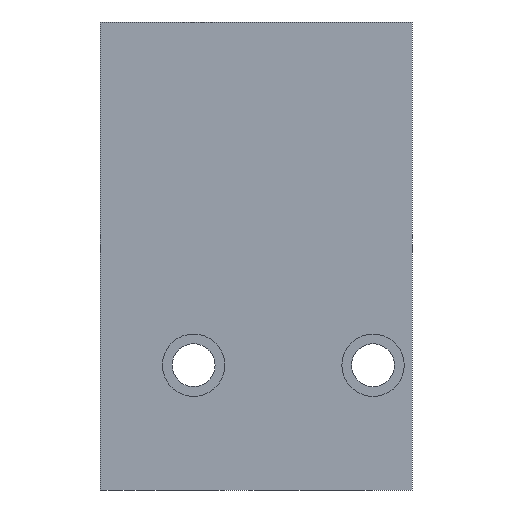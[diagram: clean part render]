
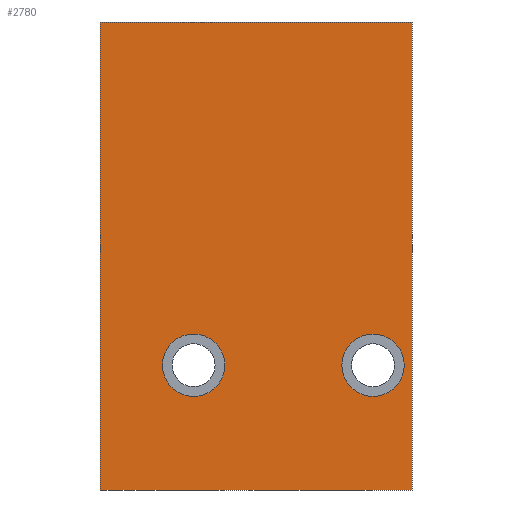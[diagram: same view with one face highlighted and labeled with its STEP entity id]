
A CAD part, front view. The second image highlights one B-rep face of the part: STEP entity #2780.
In plain terms, the highlighted planar face has unit normal (0, -1, 0).
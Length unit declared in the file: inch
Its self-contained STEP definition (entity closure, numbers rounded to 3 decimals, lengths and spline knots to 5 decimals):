
#5=DIRECTION('',(1.,0.,0.));
#6=VECTOR('',#5,2.5);
#7=CARTESIAN_POINT('',(0.,-1.188,0.));
#8=LINE('',#7,#6);
#75=DIRECTION('',(0.,0.,1.));
#76=VECTOR('',#75,3.75);
#77=CARTESIAN_POINT('',(2.5,-1.188,0.));
#78=LINE('',#77,#76);
#79=DIRECTION('',(0.,0.,1.));
#80=VECTOR('',#79,3.75);
#81=CARTESIAN_POINT('',(0.,-1.188,0.));
#82=LINE('',#81,#80);
#83=CARTESIAN_POINT('',(0.75,-1.188,1.));
#84=DIRECTION('',(0.,1.,0.));
#85=DIRECTION('',(0.,0.,-1.));
#86=AXIS2_PLACEMENT_3D('',#83,#84,#85);
#88=CARTESIAN_POINT('',(0.75,-1.188,1.));
#89=DIRECTION('',(0.,1.,0.));
#90=DIRECTION('',(0.,0.,1.));
#91=AXIS2_PLACEMENT_3D('',#88,#89,#90);
#93=CARTESIAN_POINT('',(2.188,-1.188,1.));
#94=DIRECTION('',(0.,1.,0.));
#95=DIRECTION('',(0.,0.,-1.));
#96=AXIS2_PLACEMENT_3D('',#93,#94,#95);
#98=CARTESIAN_POINT('',(2.188,-1.188,1.));
#99=DIRECTION('',(0.,1.,0.));
#100=DIRECTION('',(0.,0.,1.));
#101=AXIS2_PLACEMENT_3D('',#98,#99,#100);
#115=DIRECTION('',(1.,0.,0.));
#116=VECTOR('',#115,2.5);
#117=CARTESIAN_POINT('',(0.,-1.188,3.75));
#118=LINE('',#117,#116);
#2409=CARTESIAN_POINT('',(0.,-1.188,0.));
#2411=VERTEX_POINT('',#2409);
#2412=CARTESIAN_POINT('',(2.5,-1.188,0.));
#2413=VERTEX_POINT('',#2412);
#2417=CARTESIAN_POINT('',(0.,-1.188,3.75));
#2419=VERTEX_POINT('',#2417);
#2420=CARTESIAN_POINT('',(2.5,-1.188,3.75));
#2421=VERTEX_POINT('',#2420);
#2647=CARTESIAN_POINT('',(0.75,-1.188,0.75));
#2648=CARTESIAN_POINT('',(0.75,-1.188,1.25));
#2649=VERTEX_POINT('',#2647);
#2650=VERTEX_POINT('',#2648);
#2659=CARTESIAN_POINT('',(2.188,-1.188,0.75));
#2660=CARTESIAN_POINT('',(2.188,-1.188,1.25));
#2661=VERTEX_POINT('',#2659);
#2662=VERTEX_POINT('',#2660);
#2756=CARTESIAN_POINT('',(0.,-1.188,0.));
#2757=DIRECTION('',(0.,-1.,0.));
#2758=DIRECTION('',(1.,0.,0.));
#2759=AXIS2_PLACEMENT_3D('',#2756,#2757,#2758);
#2760=PLANE('',#2759);
#2761=ORIENTED_EDGE('',*,*,#2674,.F.);
#2762=ORIENTED_EDGE('',*,*,#2705,.T.);
#2764=ORIENTED_EDGE('',*,*,#2763,.T.);
#2765=ORIENTED_EDGE('',*,*,#2748,.F.);
#2766=EDGE_LOOP('',(#2761,#2762,#2764,#2765));
#2767=FACE_OUTER_BOUND('',#2766,.F.);
#2769=ORIENTED_EDGE('',*,*,#2768,.F.);
#2771=ORIENTED_EDGE('',*,*,#2770,.F.);
#2772=EDGE_LOOP('',(#2769,#2771));
#2773=FACE_BOUND('',#2772,.F.);
#2775=ORIENTED_EDGE('',*,*,#2774,.F.);
#2777=ORIENTED_EDGE('',*,*,#2776,.F.);
#2778=EDGE_LOOP('',(#2775,#2777));
#2779=FACE_BOUND('',#2778,.F.);
#2780=ADVANCED_FACE('',(#2767,#2773,#2779),#2760,.T.);
#87=CIRCLE('',#86,0.25);
#92=CIRCLE('',#91,0.25);
#97=CIRCLE('',#96,0.25);
#102=CIRCLE('',#101,0.25);
#2674=EDGE_CURVE('',#2411,#2413,#8,.T.);
#2705=EDGE_CURVE('',#2411,#2419,#82,.T.);
#2748=EDGE_CURVE('',#2413,#2421,#78,.T.);
#2763=EDGE_CURVE('',#2419,#2421,#118,.T.);
#2768=EDGE_CURVE('',#2649,#2650,#87,.T.);
#2770=EDGE_CURVE('',#2650,#2649,#92,.T.);
#2774=EDGE_CURVE('',#2661,#2662,#97,.T.);
#2776=EDGE_CURVE('',#2662,#2661,#102,.T.);
